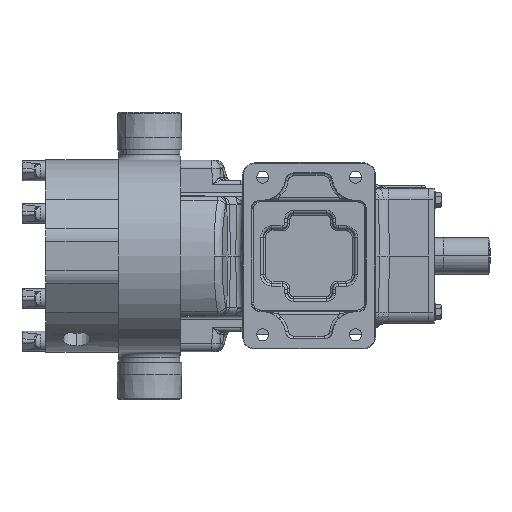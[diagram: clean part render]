
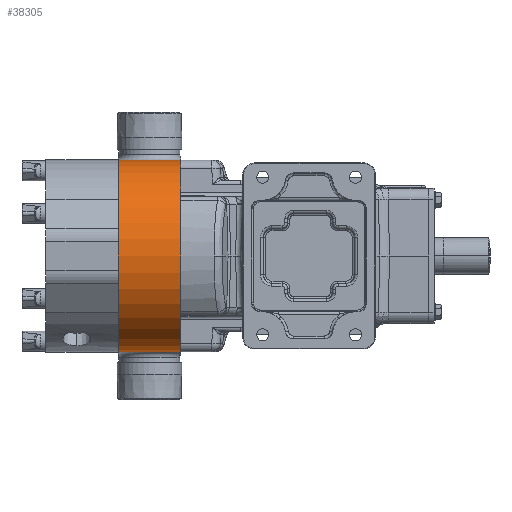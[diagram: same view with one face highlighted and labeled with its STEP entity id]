
A CAD part, front view. The second image highlights one B-rep face of the part: STEP entity #38305.
In plain terms, the highlighted cylindrical face has radius 107.95 mm (diameter 215.9 mm), a partial arc.
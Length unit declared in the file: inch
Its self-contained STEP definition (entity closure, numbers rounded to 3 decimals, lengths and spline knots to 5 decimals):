
#1023 = VECTOR ( 'NONE', #24237, 39.37008 ) ;
#2232 = CARTESIAN_POINT ( 'NONE',  ( -2.769, 2.25, 0. ) ) ;
#2282 = VECTOR ( 'NONE', #20512, 39.37008 ) ;
#3598 = CARTESIAN_POINT ( 'NONE',  ( 0.02, 2.25, 4.25 ) ) ;
#4113 = VERTEX_POINT ( 'NONE', #11406 ) ;
#4473 = CARTESIAN_POINT ( 'NONE',  ( 0., 2.25, 0. ) ) ;
#5221 = CIRCLE ( 'NONE', #12756, 4.25 ) ;
#5417 = CIRCLE ( 'NONE', #13602, 4.25 ) ;
#6022 = CARTESIAN_POINT ( 'NONE',  ( 0., 2.25, 4.25 ) ) ;
#6060 = ORIENTED_EDGE ( 'NONE', *, *, #19762, .T. ) ;
#7413 = DIRECTION ( 'NONE',  ( -1., 0., 0. ) ) ;
#10571 = CARTESIAN_POINT ( 'NONE',  ( 0.02, 2.25, 0. ) ) ;
#11406 = CARTESIAN_POINT ( 'NONE',  ( -2.769, 2.25, -4.25 ) ) ;
#12127 = VERTEX_POINT ( 'NONE', #28068 ) ;
#12756 = AXIS2_PLACEMENT_3D ( 'NONE', #4473, #24934, #34150 ) ;
#13602 = AXIS2_PLACEMENT_3D ( 'NONE', #2232, #25264, #37223 ) ;
#14007 = VERTEX_POINT ( 'NONE', #33922 ) ;
#16283 = DIRECTION ( 'NONE',  ( 0., -1., 0. ) ) ;
#17140 = EDGE_CURVE ( 'NONE', #37199, #12127, #5221, .T. ) ;
#17197 = ORIENTED_EDGE ( 'NONE', *, *, #17140, .T. ) ;
#17919 = ORIENTED_EDGE ( 'NONE', *, *, #33793, .T. ) ;
#19762 = EDGE_CURVE ( 'NONE', #12127, #4113, #32088, .T. ) ;
#20512 = DIRECTION ( 'NONE',  ( -1., 0., 0. ) ) ;
#20954 = ORIENTED_EDGE ( 'NONE', *, *, #33956, .F. ) ;
#21690 = LINE ( 'NONE', #3598, #1023 ) ;
#23459 = CARTESIAN_POINT ( 'NONE',  ( 0.02, 2.25, -4.25 ) ) ;
#24237 = DIRECTION ( 'NONE',  ( -1., 0., 0. ) ) ;
#24934 = DIRECTION ( 'NONE',  ( -1., 0., 0. ) ) ;
#25264 = DIRECTION ( 'NONE',  ( 1., 0., 0. ) ) ;
#28068 = CARTESIAN_POINT ( 'NONE',  ( 0., 2.25, -4.25 ) ) ;
#32088 = LINE ( 'NONE', #23459, #2282 ) ;
#32912 = EDGE_LOOP ( 'NONE', ( #20954, #17197, #6060, #17919 ) ) ;
#33793 = EDGE_CURVE ( 'NONE', #4113, #14007, #5417, .T. ) ;
#33922 = CARTESIAN_POINT ( 'NONE',  ( -2.769, 2.25, 4.25 ) ) ;
#33956 = EDGE_CURVE ( 'NONE', #37199, #14007, #21690, .T. ) ;
#34140 = CYLINDRICAL_SURFACE ( 'NONE', #37834, 4.25 ) ;
#34150 = DIRECTION ( 'NONE',  ( 0., 0., 1. ) ) ;
#37199 = VERTEX_POINT ( 'NONE', #6022 ) ;
#37223 = DIRECTION ( 'NONE',  ( 0., 0., -1. ) ) ;
#37832 = FACE_OUTER_BOUND ( 'NONE', #32912, .T. ) ;
#37834 = AXIS2_PLACEMENT_3D ( 'NONE', #10571, #7413, #16283 ) ;
#38305 = ADVANCED_FACE ( 'NONE', ( #37832 ), #34140, .T. ) ;
